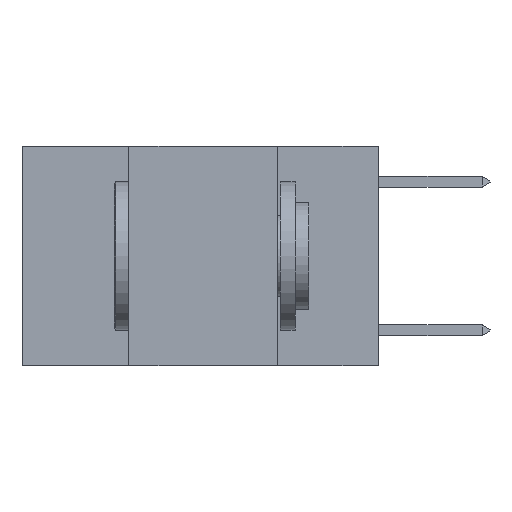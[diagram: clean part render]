
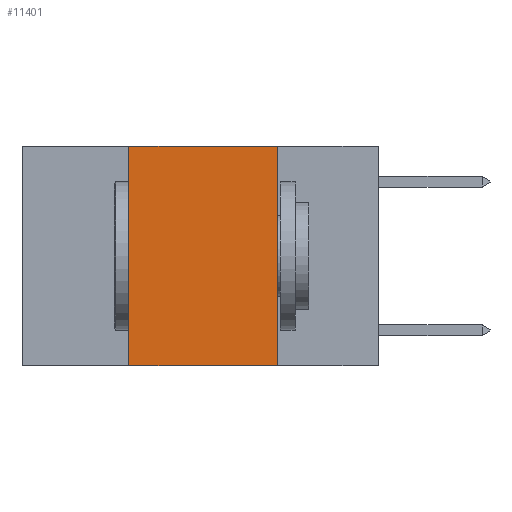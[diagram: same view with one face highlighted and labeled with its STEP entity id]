
A CAD part, left-side view. The second image highlights one B-rep face of the part: STEP entity #11401.
In plain terms, the highlighted planar face has unit normal (-1, 0, 0).
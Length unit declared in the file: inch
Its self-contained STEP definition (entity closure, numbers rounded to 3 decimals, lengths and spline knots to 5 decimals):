
#81 = EDGE_CURVE ( 'NONE', #3045, #1253, #5339, .T. ) ;
#178 = VECTOR ( 'NONE', #11998, 39.37008 ) ;
#746 = VECTOR ( 'NONE', #7331, 39.37008 ) ;
#1253 = VERTEX_POINT ( 'NONE', #6563 ) ;
#1898 = ORIENTED_EDGE ( 'NONE', *, *, #12386, .F. ) ;
#2153 = FACE_OUTER_BOUND ( 'NONE', #7485, .T. ) ;
#2488 = CARTESIAN_POINT ( 'NONE',  ( 0., 0.42, 0. ) ) ;
#3045 = VERTEX_POINT ( 'NONE', #6827 ) ;
#3194 = VERTEX_POINT ( 'NONE', #2488 ) ;
#3202 = DIRECTION ( 'NONE',  ( 0., 0., -1. ) ) ;
#3374 = AXIS2_PLACEMENT_3D ( 'NONE', #9006, #11965, #3202 ) ;
#4490 = EDGE_CURVE ( 'NONE', #3194, #6037, #10518, .T. ) ;
#5090 = DIRECTION ( 'NONE',  ( 0., 0., 1. ) ) ;
#5109 = PLANE ( 'NONE',  #3374 ) ;
#5136 = ORIENTED_EDGE ( 'NONE', *, *, #81, .T. ) ;
#5139 = CARTESIAN_POINT ( 'NONE',  ( 0., 0.17, 0. ) ) ;
#5153 = LINE ( 'NONE', #7831, #7768 ) ;
#5154 = CARTESIAN_POINT ( 'NONE',  ( 0., 0.6, -0.37 ) ) ;
#5339 = LINE ( 'NONE', #5154, #178 ) ;
#5671 = EDGE_CURVE ( 'NONE', #3045, #3194, #5153, .T. ) ;
#6037 = VERTEX_POINT ( 'NONE', #5139 ) ;
#6135 = VECTOR ( 'NONE', #12190, 39.37008 ) ;
#6563 = CARTESIAN_POINT ( 'NONE',  ( 0., 0.17, -0.37 ) ) ;
#6827 = CARTESIAN_POINT ( 'NONE',  ( 0., 0.42, -0.37 ) ) ;
#7269 = LINE ( 'NONE', #11195, #746 ) ;
#7331 = DIRECTION ( 'NONE',  ( 0., 0., -1. ) ) ;
#7410 = ORIENTED_EDGE ( 'NONE', *, *, #5671, .F. ) ;
#7485 = EDGE_LOOP ( 'NONE', ( #1898, #12531, #7410, #5136 ) ) ;
#7768 = VECTOR ( 'NONE', #5090, 39.37008 ) ;
#7831 = CARTESIAN_POINT ( 'NONE',  ( 0., 0.42, 0. ) ) ;
#8210 = CARTESIAN_POINT ( 'NONE',  ( 0., 0.6, 0. ) ) ;
#9006 = CARTESIAN_POINT ( 'NONE',  ( 0., 0.6, 0. ) ) ;
#10518 = LINE ( 'NONE', #8210, #6135 ) ;
#11195 = CARTESIAN_POINT ( 'NONE',  ( 0., 0.17, 0. ) ) ;
#11401 = ADVANCED_FACE ( 'NONE', ( #2153 ), #5109, .F. ) ;
#11965 = DIRECTION ( 'NONE',  ( 1., 0., 0. ) ) ;
#11998 = DIRECTION ( 'NONE',  ( 0., -1., 0. ) ) ;
#12190 = DIRECTION ( 'NONE',  ( 0., -1., 0. ) ) ;
#12386 = EDGE_CURVE ( 'NONE', #6037, #1253, #7269, .T. ) ;
#12531 = ORIENTED_EDGE ( 'NONE', *, *, #4490, .F. ) ;
